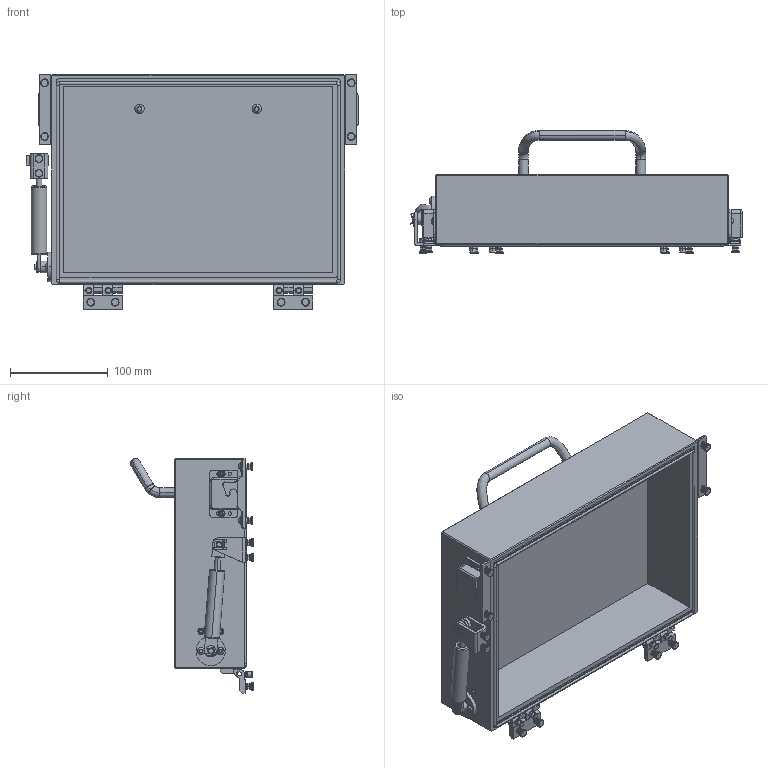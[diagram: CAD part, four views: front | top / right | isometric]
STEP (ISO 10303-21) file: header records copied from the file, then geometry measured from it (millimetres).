
FILE_DESCRIPTION (( 'STEP AP214' ), '1' );
FILE_NAME ('INGUN_15533.STEP', '2020-07-21T07:37:04', ( '' ), ( '' ), 'SwSTEP 2.0', 'SolidWorks 2018', '' );
FILE_SCHEMA (( 'AUTOMOTIVE_DESIGN' ));
Length unit declared in the file: millimetre
Products named in the file (31): 2833~0_d 5; 2348_2~0; 8577~1; ISO7380~n_M03,0x010; 2348~0; DIN912~n_M04,0x008; 5107-Haube-1~0; ISO7380~n_M04,0x008; DIN125~n_04,3 M04,0; 35805~0_S; ASR~-a-s-r_拱06,2x04x拌12; 17053~0; 45823_2~0; 2207~0; ISO7380~n_M04,0x010; 17984~4_090ø<Standard>; 2348_3~0; 2499_1~0; ISO7380~n_M05,0x020; 4890~1; 15312~10; 2499~0_flexiebel<Standard>; DIN7991~n_M04,0x010; INGUN_15533; 15536~0; 15537-2~0; 17984_1~2_bearbeitet<Standard>; 15537-1~0; DIN125~n_03,2 M03,0; 17281~0_S; 17984_1~2_ADPbefestigung<Standard>
Assembly tree (66 placements, depth 3):
  INGUN_15533
    15312~10
    2499~0_flexiebel<Standard>
      2499_1~0
      45823_2~0
    2348~0
      2348_3~0
      2348_2~0
    17053~0
    ASR~-a-s-r_拱06,2x04x拌12  x2
    2833~0_d 5
    8577~1
    17984~4_090ø<Standard>  x2
      17984_1~2_ADPbefestigung<Standard>
      17984_1~2_bearbeitet<Standard>
    5107-Haube-1~0
    15536~0  x2
      15537-1~0
      15537-2~0
    2207~0  x4
    17281~0_S  x4
    4890~1  x10
    35805~0_S
    ISO7380~n_M04,0x008  x4
    DIN125~n_04,3 M04,0  x4
    ISO7380~n_M04,0x010  x2
    ISO7380~n_M05,0x020  x2
    DIN912~n_M04,0x008  x2
    ISO7380~n_M03,0x010  x4
    DIN125~n_03,2 M03,0  x4
    DIN7991~n_M04,0x010  x4
Bounding box: 340 x 125.6 x 240.5 mm (x, y, z)
Volume: 1584441.2 mm3; surface area: 336848.9 mm2
Topology: 76 solids, 76 shells, 3193 faces, 7659 edges, 4942 vertices
Faces by surface type: plane 1859, cylinder 859, cone 226, torus 150, bspline 99
Entity records: 46906 total; most frequent: CARTESIAN_POINT 11674, DIRECTION 6593, ORIENTED_EDGE 6254, EDGE_CURVE 3127, AXIS2_PLACEMENT_3D 2506, VERTEX_POINT 2017, VECTOR 1581, LINE 1581
